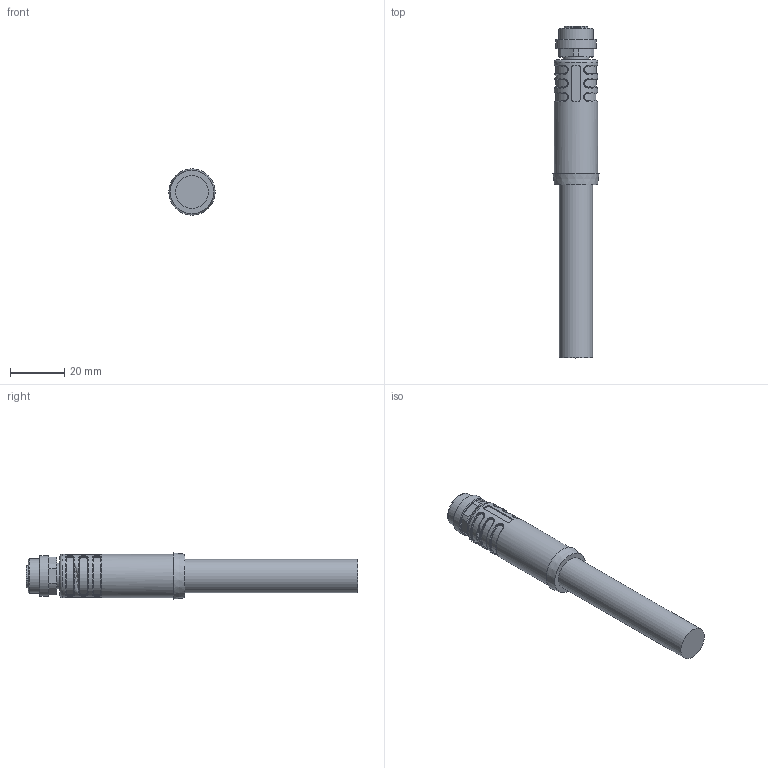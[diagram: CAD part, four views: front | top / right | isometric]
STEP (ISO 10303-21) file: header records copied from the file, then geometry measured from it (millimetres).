
FILE_DESCRIPTION(/* description */ (''),/* implementation_level */ '2;1');
FILE_NAME(/* name */ 'PL-AM12K4-m_S5015_stp.stp',/* time_stamp */ '2017-01-25T14:15:36+01:00',/* author */ (''),/* organization */ (''),/* preprocessor_version */ 'ST-DEVELOPER v16',/* originating_system */ 'SIEMENS PLM Software NX 10.0',/* authorisation */ '');
FILE_SCHEMA (('AUTOMOTIVE_DESIGN { 1 0 10303 214 3 1 1 1 }'));
Length unit declared in the file: millimetre
Products named in the file (1): Zeichnungsnummer 5028669 3D Nummer 5028664_stp
Bounding box: 17 x 122.18 x 17 mm (x, y, z)
Volume: 17852.7 mm3; surface area: 6535.5 mm2
Topology: 1 solids, 1 shells, 304 faces, 737 edges, 450 vertices
Faces by surface type: plane 115, cylinder 76, torus 38, extrusion 25, bspline 24, cone 15, sphere 11
Full cylindrical faces by diameter (mm): 1.6 x4, 9.4 x1, 10.95 x1, 12.2 x1, 12.3 x1, 12.8 x1, 15 x1, 16 x1
Entity records: 9872 total; most frequent: CARTESIAN_POINT 3135, ORIENTED_EDGE 1380, DIRECTION 1350, EDGE_CURVE 690, AXIS2_PLACEMENT_3D 503, VERTEX_POINT 437, EDGE_LOOP 353, VECTOR 344
